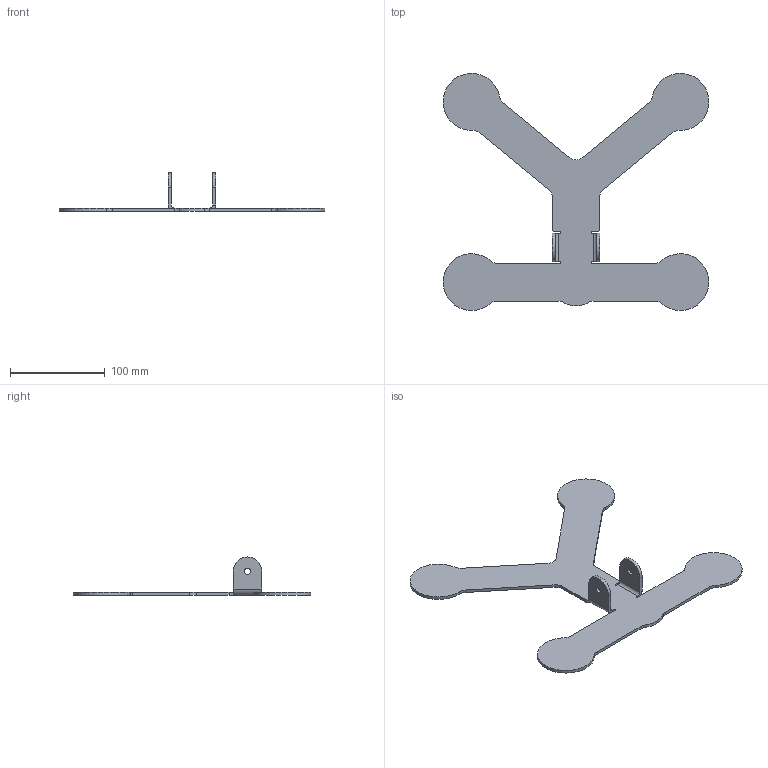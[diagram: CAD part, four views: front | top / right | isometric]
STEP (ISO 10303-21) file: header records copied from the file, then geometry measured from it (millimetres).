
FILE_DESCRIPTION(/* description */ (''),/* implementation_level */ '2;1');
FILE_NAME(/* name */ 'Base.step',/* time_stamp */ '2025-04-14T17:05:30-04:00',/* author */ (''),/* organization */ (''),/* preprocessor_version */ 'ST-DEVELOPER v20.1',/* originating_system */ 'Autodesk Translation Framework v14.4.0.0',/* authorisation */ '');
FILE_SCHEMA (('AUTOMOTIVE_DESIGN { 1 0 10303 214 3 1 1 }'));
Length unit declared in the file: millimetre
Products named in the file (1): Base
Bounding box: 279.81 x 249.94 x 40.17 mm (x, y, z)
Volume: 102243.2 mm3; surface area: 69669 mm2
Topology: 1 solids, 1 shells, 59 faces, 161 edges, 104 vertices
Faces by surface type: cylinder 32, plane 27
Full cylindrical faces by diameter (mm): 6.6 x2
Entity records: 1920 total; most frequent: DIRECTION 345, CARTESIAN_POINT 325, ORIENTED_EDGE 322, EDGE_CURVE 161, AXIS2_PLACEMENT_3D 124, VERTEX_POINT 104, LINE 97, VECTOR 97
